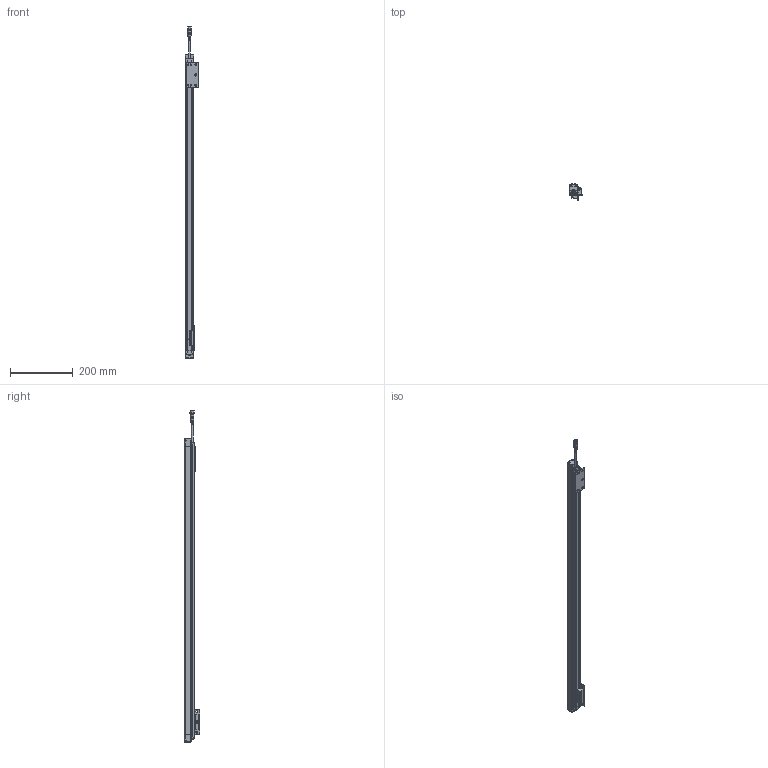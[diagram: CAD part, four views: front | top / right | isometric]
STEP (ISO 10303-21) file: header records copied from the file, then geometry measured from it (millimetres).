
FILE_DESCRIPTION (( 'STEP AP214' ), '1' );
FILE_NAME ('FLG-A46-0920.STEP', '2024-10-30T11:20:17', ( '' ), ( '' ), 'SwSTEP 2.0', 'SolidWorks 2023', '' );
FILE_SCHEMA (( 'AUTOMOTIVE_DESIGN' ));
Length unit declared in the file: inch
Products named in the file (1): FLG-A46-0920
Bounding box: 44 x 50.07 x 1060.55 mm (x, y, z)
Volume: 787445.4 mm3; surface area: 198480.1 mm2
Topology: 5 solids, 5 shells, 869 faces, 2325 edges, 1477 vertices
Faces by surface type: plane 435, cylinder 238, bspline 107, cone 88, torus 1
Full cylindrical faces by diameter (mm): 1.5 x4, 2.5 x2, 3 x8, 3.7 x2, 4.5 x8, 5 x4, 5.5 x6, 8.5 x2, 9.5 x1, 10 x2, 10.5 x1, 10.8 x1, 12.102 x1, 14.7 x1
Entity records: 30661 total; most frequent: CARTESIAN_POINT 11021, ORIENTED_EDGE 4180, DIRECTION 3745, EDGE_CURVE 2090, VERTEX_POINT 1381, AXIS2_PLACEMENT_3D 1336, VECTOR 1073, LINE 1073
